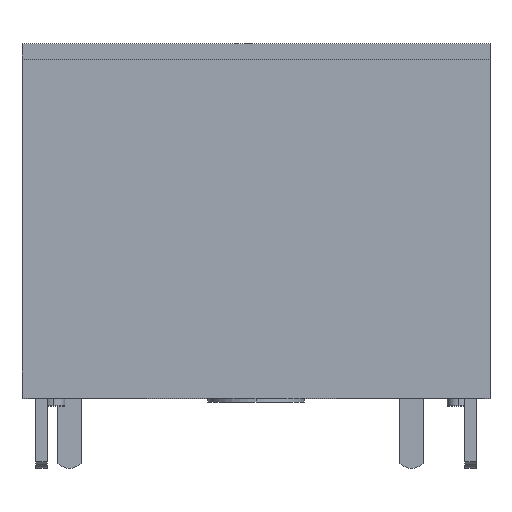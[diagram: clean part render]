
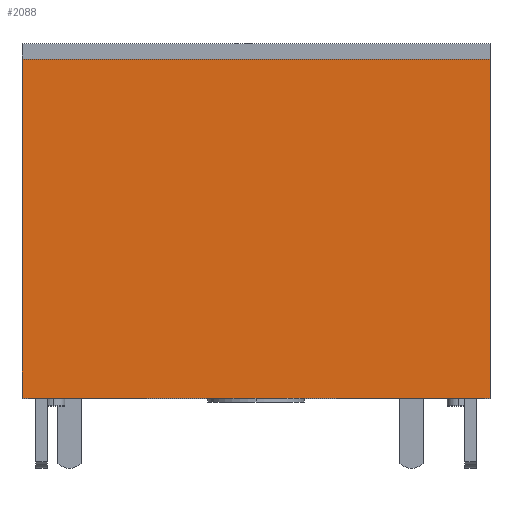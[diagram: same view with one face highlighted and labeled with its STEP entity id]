
A CAD part, top view. The second image highlights one B-rep face of the part: STEP entity #2088.
In plain terms, the highlighted planar face has unit normal (0, 0, 1).
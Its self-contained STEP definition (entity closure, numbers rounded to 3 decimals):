
#163 = LINE ( 'NONE', #1404, #1529 ) ;
#214 = FACE_OUTER_BOUND ( 'NONE', #1780, .T. ) ;
#251 = CARTESIAN_POINT ( 'NONE',  ( 15.05, 0.5, 7.85 ) ) ;
#252 = DIRECTION ( 'NONE',  ( 0., -1., 0. ) ) ;
#273 = ORIENTED_EDGE ( 'NONE', *, *, #494, .T. ) ;
#338 = VECTOR ( 'NONE', #252, 1000. ) ;
#494 = EDGE_CURVE ( 'NONE', #1389, #1956, #2954, .T. ) ;
#520 = ORIENTED_EDGE ( 'NONE', *, *, #1238, .F. ) ;
#908 = AXIS2_PLACEMENT_3D ( 'NONE', #2627, #1694, #2859 ) ;
#985 = LINE ( 'NONE', #1904, #1079 ) ;
#1079 = VECTOR ( 'NONE', #2120, 1000. ) ;
#1238 = EDGE_CURVE ( 'NONE', #1878, #1956, #163, .T. ) ;
#1389 = VERTEX_POINT ( 'NONE', #2650 ) ;
#1404 = CARTESIAN_POINT ( 'NONE',  ( 0., 0.5, 7.85 ) ) ;
#1529 = VECTOR ( 'NONE', #2129, 1000. ) ;
#1570 = DIRECTION ( 'NONE',  ( 0., -1., 0. ) ) ;
#1669 = PLANE ( 'NONE',  #908 ) ;
#1694 = DIRECTION ( 'NONE',  ( 0., 0., -1. ) ) ;
#1780 = EDGE_LOOP ( 'NONE', ( #520, #2133, #2162, #273 ) ) ;
#1878 = VERTEX_POINT ( 'NONE', #251 ) ;
#1904 = CARTESIAN_POINT ( 'NONE',  ( -15.05, 22.3, 7.85 ) ) ;
#1956 = VERTEX_POINT ( 'NONE', #2542 ) ;
#1970 = VERTEX_POINT ( 'NONE', #2155 ) ;
#2031 = CARTESIAN_POINT ( 'NONE',  ( -15.05, 23.3, 7.85 ) ) ;
#2088 = ADVANCED_FACE ( 'NONE', ( #214 ), #1669, .F. ) ;
#2120 = DIRECTION ( 'NONE',  ( 1., 0., 0. ) ) ;
#2129 = DIRECTION ( 'NONE',  ( -1., 0., 0. ) ) ;
#2133 = ORIENTED_EDGE ( 'NONE', *, *, #2568, .F. ) ;
#2155 = CARTESIAN_POINT ( 'NONE',  ( 15.05, 22.3, 7.85 ) ) ;
#2162 = ORIENTED_EDGE ( 'NONE', *, *, #2532, .F. ) ;
#2237 = LINE ( 'NONE', #2757, #338 ) ;
#2532 = EDGE_CURVE ( 'NONE', #1389, #1970, #985, .T. ) ;
#2542 = CARTESIAN_POINT ( 'NONE',  ( -15.05, 0.5, 7.85 ) ) ;
#2568 = EDGE_CURVE ( 'NONE', #1970, #1878, #2237, .T. ) ;
#2627 = CARTESIAN_POINT ( 'NONE',  ( -15.05, 23.3, 7.85 ) ) ;
#2650 = CARTESIAN_POINT ( 'NONE',  ( -15.05, 22.3, 7.85 ) ) ;
#2757 = CARTESIAN_POINT ( 'NONE',  ( 15.05, 23.3, 7.85 ) ) ;
#2824 = VECTOR ( 'NONE', #1570, 1000. ) ;
#2859 = DIRECTION ( 'NONE',  ( -1., 0., 0. ) ) ;
#2954 = LINE ( 'NONE', #2031, #2824 ) ;
